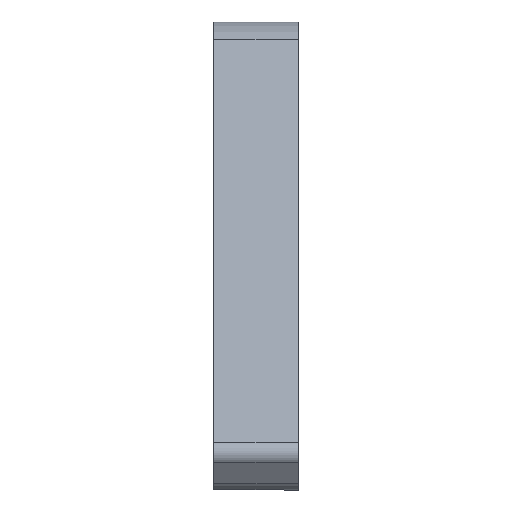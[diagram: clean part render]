
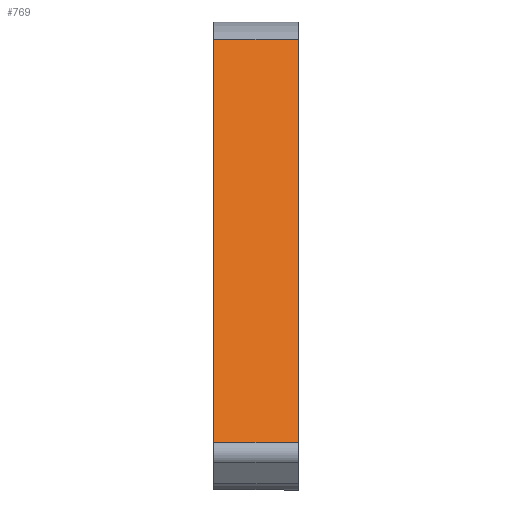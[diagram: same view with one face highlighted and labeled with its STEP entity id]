
A CAD part, top view. The second image highlights one B-rep face of the part: STEP entity #769.
In plain terms, the highlighted planar face has unit normal (0, 0.82, 0.572).
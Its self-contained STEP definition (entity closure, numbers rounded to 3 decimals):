
#44=PLANE('',#866);
#84=FACE_OUTER_BOUND('',#138,.T.);
#138=EDGE_LOOP('',(#682,#683,#684,#685));
#153=LINE('',#1138,#225);
#172=LINE('',#1209,#244);
#194=LINE('',#1276,#266);
#202=LINE('',#1291,#274);
#225=VECTOR('',#897,10.);
#244=VECTOR('',#956,10.);
#266=VECTOR('',#1032,10.);
#274=VECTOR('',#1046,10.);
#336=VERTEX_POINT('',#1135);
#337=VERTEX_POINT('',#1137);
#368=VERTEX_POINT('',#1206);
#369=VERTEX_POINT('',#1208);
#408=EDGE_CURVE('',#336,#337,#153,.T.);
#444=EDGE_CURVE('',#368,#369,#172,.T.);
#478=EDGE_CURVE('',#336,#369,#194,.T.);
#486=EDGE_CURVE('',#337,#368,#202,.T.);
#682=ORIENTED_EDGE('',*,*,#478,.T.);
#683=ORIENTED_EDGE('',*,*,#444,.F.);
#684=ORIENTED_EDGE('',*,*,#486,.F.);
#685=ORIENTED_EDGE('',*,*,#408,.F.);
#769=ADVANCED_FACE('',(#84),#44,.T.);
#866=AXIS2_PLACEMENT_3D('',#1307,#1070,#1071);
#897=DIRECTION('',(0.,-0.572,0.82));
#956=DIRECTION('',(0.,0.572,-0.82));
#1032=DIRECTION('',(-1.,0.,0.));
#1046=DIRECTION('',(-1.,0.,0.));
#1070=DIRECTION('center_axis',(0.,0.82,0.572));
#1071=DIRECTION('ref_axis',(0.,0.572,-0.82));
#1135=CARTESIAN_POINT('',(10.133,18.947,125.688));
#1137=CARTESIAN_POINT('',(10.133,-38.268,207.779));
#1138=CARTESIAN_POINT('',(10.133,18.947,125.688));
#1206=CARTESIAN_POINT('',(-1.867,-38.268,207.779));
#1208=CARTESIAN_POINT('',(-1.867,18.947,125.688));
#1209=CARTESIAN_POINT('',(-1.867,-38.268,207.779));
#1276=CARTESIAN_POINT('',(0.633,18.947,125.688));
#1291=CARTESIAN_POINT('',(0.633,-38.268,207.779));
#1307=CARTESIAN_POINT('Origin',(8.133,-39.412,209.42));
